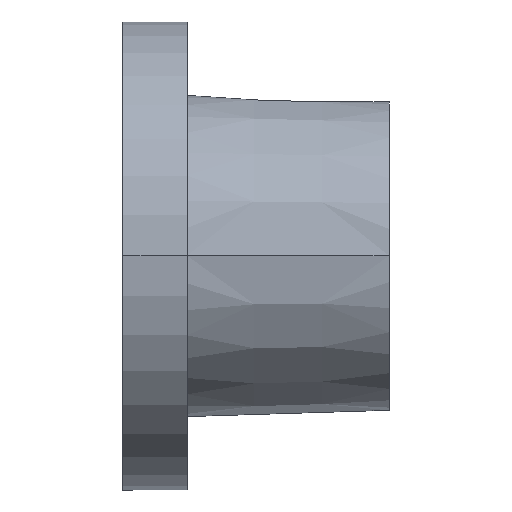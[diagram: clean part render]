
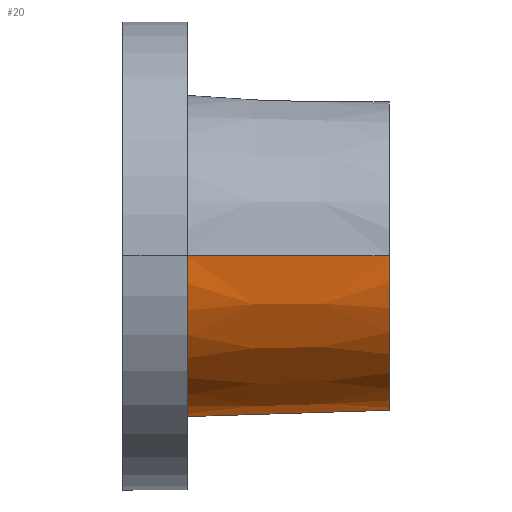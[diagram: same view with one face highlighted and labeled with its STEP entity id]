
A CAD part, top view. The second image highlights one B-rep face of the part: STEP entity #20.
In plain terms, the highlighted conical face has half-angle 1.79 degrees and reference radius 27.781 mm.
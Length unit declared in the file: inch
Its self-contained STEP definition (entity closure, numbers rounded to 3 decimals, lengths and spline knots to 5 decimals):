
#20 = ADVANCED_FACE ( 'NONE', ( #227 ), #1002, .T. ) ;
#73 = CARTESIAN_POINT ( 'NONE',  ( 1.375, -1.05069, 0.01834 ) ) ;
#80 = AXIS2_PLACEMENT_3D ( 'NONE', #213, #766, #297 ) ;
#114 = B_SPLINE_CURVE_WITH_KNOTS ( 'NONE', 3,
 ( #73, #162, #869, #405 ),
 .UNSPECIFIED., .F., .F.,
 ( 4, 4 ),
 ( 0., 0.03494 ),
 .UNSPECIFIED. ) ;
#162 = CARTESIAN_POINT ( 'NONE',  ( 0.91667, -1.06501, 0.01859 ) ) ;
#213 = CARTESIAN_POINT ( 'NONE',  ( 1.375, 0., 0.00436 ) ) ;
#227 = FACE_OUTER_BOUND ( 'NONE', #972, .T. ) ;
#286 = DIRECTION ( 'NONE',  ( 0., 0., -1. ) ) ;
#297 = DIRECTION ( 'NONE',  ( 0., 0., -1. ) ) ;
#405 = CARTESIAN_POINT ( 'NONE',  ( 0., -1.09365, 0.01909 ) ) ;
#421 = CIRCLE ( 'NONE', #535, 1.09375 ) ;
#459 = CARTESIAN_POINT ( 'NONE',  ( 0., 0., 0.00436 ) ) ;
#460 = CARTESIAN_POINT ( 'NONE',  ( 1.375, 0., 1.05514 ) ) ;
#468 = DIRECTION ( 'NONE',  ( -1., 0., 0. ) ) ;
#478 = CARTESIAN_POINT ( 'NONE',  ( 1.375, -1.05069, 0.01834 ) ) ;
#486 = ORIENTED_EDGE ( 'NONE', *, *, #963, .T. ) ;
#489 = CARTESIAN_POINT ( 'NONE',  ( 0., -1.09365, 0.01909 ) ) ;
#497 = ORIENTED_EDGE ( 'NONE', *, *, #848, .F. ) ;
#502 = DIRECTION ( 'NONE',  ( 0., 0., -1. ) ) ;
#504 = CIRCLE ( 'NONE', #80, 1.05078 ) ;
#508 = DIRECTION ( 'NONE',  ( -1., 0., 0.031 ) ) ;
#510 = AXIS2_PLACEMENT_3D ( 'NONE', #459, #468, #286 ) ;
#535 = AXIS2_PLACEMENT_3D ( 'NONE', #1034, #744, #502 ) ;
#581 = CARTESIAN_POINT ( 'NONE',  ( 0., 0., 1.09811 ) ) ;
#646 = VERTEX_POINT ( 'NONE', #460 ) ;
#697 = VECTOR ( 'NONE', #508, 39.37008 ) ;
#700 = ORIENTED_EDGE ( 'NONE', *, *, #902, .T. ) ;
#712 = LINE ( 'NONE', #581, #697 ) ;
#744 = DIRECTION ( 'NONE',  ( 1., 0., 0. ) ) ;
#766 = DIRECTION ( 'NONE',  ( 1., 0., 0. ) ) ;
#796 = VERTEX_POINT ( 'NONE', #478 ) ;
#833 = VERTEX_POINT ( 'NONE', #861 ) ;
#848 = EDGE_CURVE ( 'NONE', #796, #866, #114, .T. ) ;
#861 = CARTESIAN_POINT ( 'NONE',  ( 0., 0., 1.09811 ) ) ;
#866 = VERTEX_POINT ( 'NONE', #489 ) ;
#869 = CARTESIAN_POINT ( 'NONE',  ( 0.45833, -1.07933, 0.01884 ) ) ;
#902 = EDGE_CURVE ( 'NONE', #833, #866, #421, .T. ) ;
#917 = ORIENTED_EDGE ( 'NONE', *, *, #1011, .F. ) ;
#963 = EDGE_CURVE ( 'NONE', #646, #833, #712, .T. ) ;
#972 = EDGE_LOOP ( 'NONE', ( #917, #486, #700, #497 ) ) ;
#1002 = CONICAL_SURFACE ( 'NONE', #510, 1.09375, 0.031 ) ;
#1011 = EDGE_CURVE ( 'NONE', #646, #796, #504, .T. ) ;
#1034 = CARTESIAN_POINT ( 'NONE',  ( 0., 0., 0.00436 ) ) ;
